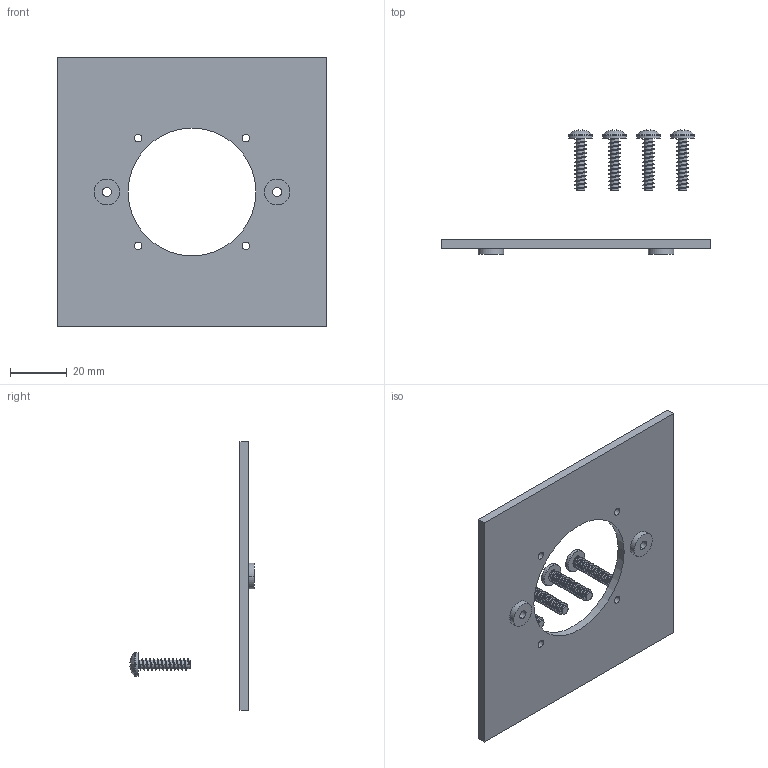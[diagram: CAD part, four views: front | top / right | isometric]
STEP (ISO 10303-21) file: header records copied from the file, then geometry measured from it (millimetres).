
FILE_DESCRIPTION (( 'STEP AP203' ), '1' );
FILE_NAME ('6109839.STEP', '2016-04-28T06:34:28', ( '' ), ( '' ), 'SwSTEP 2.0', 'SolidWorks 2014', '' );
FILE_SCHEMA (( 'CONFIG_CONTROL_DESIGN' ));
Length unit declared in the file: millimetre
Products named in the file (3): P_53013AA_1; 001198T1; 6109839
Assembly tree (5 placements, depth 2):
  6109839
    001198T1
    P_53013AA_1  x4
Bounding box: 94.5 x 43.81 x 94.5 mm (x, y, z)
Volume: 23067 mm3; surface area: 18555.9 mm2
Topology: 5 solids, 5 shells, 284 faces, 766 edges, 500 vertices
Faces by surface type: cylinder 162, plane 74, torus 32, bspline 16
Entity records: 4531 total; most frequent: CARTESIAN_POINT 1947, ORIENTED_EDGE 500, DIRECTION 424, EDGE_CURVE 250, AXIS2_PLACEMENT_3D 164, VERTEX_POINT 164, EDGE_LOOP 114, LINE 96
